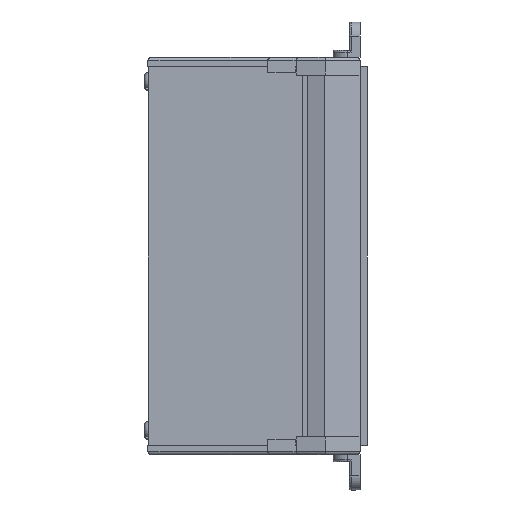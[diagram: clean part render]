
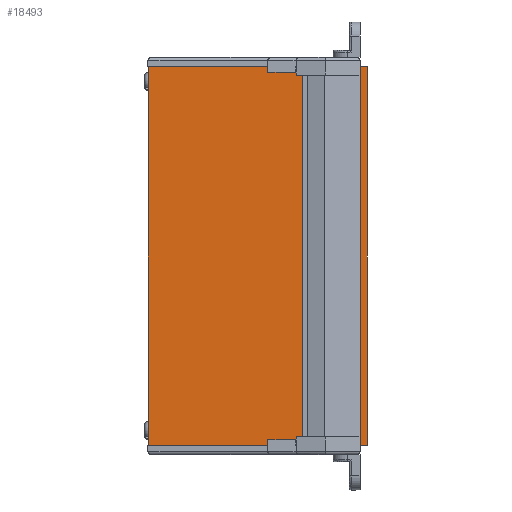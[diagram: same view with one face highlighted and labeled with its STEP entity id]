
A CAD part, left-side view. The second image highlights one B-rep face of the part: STEP entity #18493.
In plain terms, the highlighted planar face has unit normal (-1, 0, 0).
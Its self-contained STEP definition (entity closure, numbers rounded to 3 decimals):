
#214 = VERTEX_POINT ( 'NONE', #3691 ) ;
#547 = CARTESIAN_POINT ( 'NONE',  ( -34.75, 31., -107. ) ) ;
#1460 = FACE_OUTER_BOUND ( 'NONE', #9024, .T. ) ;
#1566 = CARTESIAN_POINT ( 'NONE',  ( -34.75, 31., -107. ) ) ;
#2196 = CARTESIAN_POINT ( 'NONE',  ( -34.75, 31., 0. ) ) ;
#2497 = EDGE_CURVE ( 'NONE', #16693, #4500, #14502, .T. ) ;
#2729 = ORIENTED_EDGE ( 'NONE', *, *, #14426, .T. ) ;
#3691 = CARTESIAN_POINT ( 'NONE',  ( -34.75, -31., -107. ) ) ;
#3999 = ORIENTED_EDGE ( 'NONE', *, *, #2497, .F. ) ;
#4500 = VERTEX_POINT ( 'NONE', #18631 ) ;
#4785 = CARTESIAN_POINT ( 'NONE',  ( -34.75, 31., -107. ) ) ;
#4873 = DIRECTION ( 'NONE',  ( 0., 0., 1. ) ) ;
#6389 = LINE ( 'NONE', #4785, #10585 ) ;
#7336 = LINE ( 'NONE', #9585, #13818 ) ;
#8455 = EDGE_CURVE ( 'NONE', #17984, #214, #7336, .T. ) ;
#8986 = DIRECTION ( 'NONE',  ( -1., 0., 0. ) ) ;
#9024 = EDGE_LOOP ( 'NONE', ( #3999, #9218, #15943, #2729 ) ) ;
#9218 = ORIENTED_EDGE ( 'NONE', *, *, #15269, .F. ) ;
#9366 = CARTESIAN_POINT ( 'NONE',  ( -34.75, -31., -107. ) ) ;
#9585 = CARTESIAN_POINT ( 'NONE',  ( -34.75, 31., -107. ) ) ;
#10469 = DIRECTION ( 'NONE',  ( 0., 0., 1. ) ) ;
#10585 = VECTOR ( 'NONE', #15143, 1000. ) ;
#11064 = LINE ( 'NONE', #9366, #11983 ) ;
#11507 = AXIS2_PLACEMENT_3D ( 'NONE', #1566, #8986, #10469 ) ;
#11983 = VECTOR ( 'NONE', #4873, 1000. ) ;
#12511 = DIRECTION ( 'NONE',  ( 0., -1., 0. ) ) ;
#13818 = VECTOR ( 'NONE', #14152, 1000. ) ;
#14152 = DIRECTION ( 'NONE',  ( 0., -1., 0. ) ) ;
#14426 = EDGE_CURVE ( 'NONE', #214, #4500, #11064, .T. ) ;
#14502 = LINE ( 'NONE', #2196, #14746 ) ;
#14746 = VECTOR ( 'NONE', #12511, 1000. ) ;
#15143 = DIRECTION ( 'NONE',  ( 0., 0., 1. ) ) ;
#15269 = EDGE_CURVE ( 'NONE', #17984, #16693, #6389, .T. ) ;
#15943 = ORIENTED_EDGE ( 'NONE', *, *, #8455, .T. ) ;
#16693 = VERTEX_POINT ( 'NONE', #18094 ) ;
#17817 = PLANE ( 'NONE',  #11507 ) ;
#17984 = VERTEX_POINT ( 'NONE', #547 ) ;
#18094 = CARTESIAN_POINT ( 'NONE',  ( -34.75, 31., 0. ) ) ;
#18493 = ADVANCED_FACE ( 'NONE', ( #1460 ), #17817, .T. ) ;
#18631 = CARTESIAN_POINT ( 'NONE',  ( -34.75, -31., 0. ) ) ;
